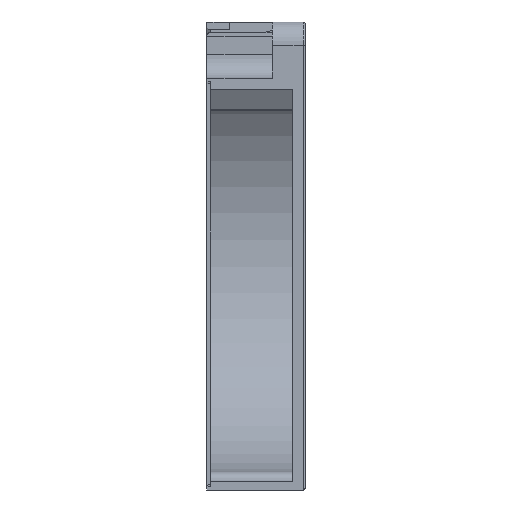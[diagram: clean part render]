
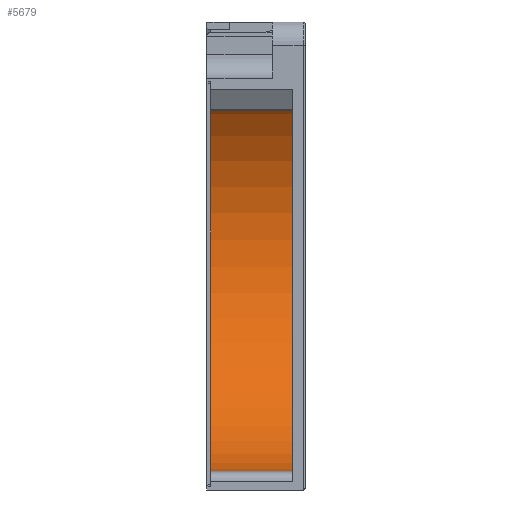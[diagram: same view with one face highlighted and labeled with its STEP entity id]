
A CAD part, left-side view. The second image highlights one B-rep face of the part: STEP entity #5679.
In plain terms, the highlighted free-form (B-spline) face has degree [3, 1] with [6, 2] control points.
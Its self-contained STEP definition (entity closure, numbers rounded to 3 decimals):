
#18=B_SPLINE_SURFACE_WITH_KNOTS('',3,1,((#9414,#9415),(#9416,#9417),(#9418,
#9419),(#9420,#9421),(#9422,#9423),(#9424,#9425)),.UNSPECIFIED.,.F.,.F.,
 .F.,(4,1,1,4),(2,2),(0.,0.371,0.567,1.),(-8.888,0.088),
 .UNSPECIFIED.);
#62=B_SPLINE_CURVE_WITH_KNOTS('',3,(#8760,#8761,#8762,#8763,#8764,#8765,
#8766),.UNSPECIFIED.,.F.,.F.,(4,1,1,1,4),(0.,0.181,0.369,
0.568,1.),.UNSPECIFIED.);
#65=B_SPLINE_CURVE_WITH_KNOTS('',3,(#9373,#9374,#9375,#9376,#9377,#9378,
#9379),.UNSPECIFIED.,.F.,.F.,(4,1,1,1,4),(0.,0.181,0.369,
0.568,1.),.UNSPECIFIED.);
#452=FACE_OUTER_BOUND('',#786,.T.);
#786=EDGE_LOOP('',(#5017,#5018,#5019,#5020));
#1559=LINE('',#9413,#2181);
#1560=LINE('',#9426,#2182);
#2181=VECTOR('',#7632,8.8);
#2182=VECTOR('',#7633,8.8);
#2561=VERTEX_POINT('',#8754);
#2562=VERTEX_POINT('',#8759);
#2724=VERTEX_POINT('',#9370);
#2725=VERTEX_POINT('',#9372);
#3211=EDGE_CURVE('',#2562,#2561,#62,.T.);
#3497=EDGE_CURVE('',#2724,#2725,#65,.T.);
#3508=EDGE_CURVE('',#2561,#2725,#1559,.T.);
#3509=EDGE_CURVE('',#2724,#2562,#1560,.T.);
#5017=ORIENTED_EDGE('',*,*,#3509,.T.);
#5018=ORIENTED_EDGE('',*,*,#3211,.T.);
#5019=ORIENTED_EDGE('',*,*,#3508,.T.);
#5020=ORIENTED_EDGE('',*,*,#3497,.F.);
#5679=ADVANCED_FACE('',(#452),#18,.F.);
#7632=DIRECTION('',(0.,-1.,0.));
#7633=DIRECTION('',(0.,1.,0.));
#8754=CARTESIAN_POINT('',(0.5,10.1,-23.));
#8759=CARTESIAN_POINT('',(-13.475,10.1,16.366));
#8760=CARTESIAN_POINT('Ctrl Pts',(-13.475,10.1,16.366));
#8761=CARTESIAN_POINT('Ctrl Pts',(-10.036,10.1,20.831));
#8762=CARTESIAN_POINT('Ctrl Pts',(0.541,10.1,25.539));
#8763=CARTESIAN_POINT('Ctrl Pts',(17.96,10.1,20.322));
#8764=CARTESIAN_POINT('Ctrl Pts',(28.976,10.1,-3.876));
#8765=CARTESIAN_POINT('Ctrl Pts',(13.901,10.1,-22.601));
#8766=CARTESIAN_POINT('Ctrl Pts',(0.5,10.1,-23.));
#9370=CARTESIAN_POINT('',(-13.475,1.3,16.366));
#9372=CARTESIAN_POINT('',(0.5,1.3,-23.));
#9373=CARTESIAN_POINT('Ctrl Pts',(-13.475,1.3,16.366));
#9374=CARTESIAN_POINT('Ctrl Pts',(-10.036,1.3,20.831));
#9375=CARTESIAN_POINT('Ctrl Pts',(0.541,1.3,25.539));
#9376=CARTESIAN_POINT('Ctrl Pts',(17.96,1.3,20.322));
#9377=CARTESIAN_POINT('Ctrl Pts',(28.976,1.3,-3.876));
#9378=CARTESIAN_POINT('Ctrl Pts',(13.901,1.3,-22.601));
#9379=CARTESIAN_POINT('Ctrl Pts',(0.5,1.3,-23.));
#9413=CARTESIAN_POINT('',(0.5,10.1,-23.));
#9414=CARTESIAN_POINT('Ctrl Pts',(-13.991,1.212,15.661));
#9415=CARTESIAN_POINT('Ctrl Pts',(-13.991,10.188,15.661));
#9416=CARTESIAN_POINT('Ctrl Pts',(-7.175,1.212,25.473));
#9417=CARTESIAN_POINT('Ctrl Pts',(-7.175,10.188,25.473));
#9418=CARTESIAN_POINT('Ctrl Pts',(15.406,1.212,25.932));
#9419=CARTESIAN_POINT('Ctrl Pts',(15.406,10.188,25.932));
#9420=CARTESIAN_POINT('Ctrl Pts',(29.106,1.212,-4.161));
#9421=CARTESIAN_POINT('Ctrl Pts',(29.106,10.188,-4.161));
#9422=CARTESIAN_POINT('Ctrl Pts',(13.436,1.212,-23.172));
#9423=CARTESIAN_POINT('Ctrl Pts',(13.436,10.188,-23.172));
#9424=CARTESIAN_POINT('Ctrl Pts',(-0.4,1.212,-23.008));
#9425=CARTESIAN_POINT('Ctrl Pts',(-0.4,10.188,-23.008));
#9426=CARTESIAN_POINT('',(-13.475,1.3,16.366));
